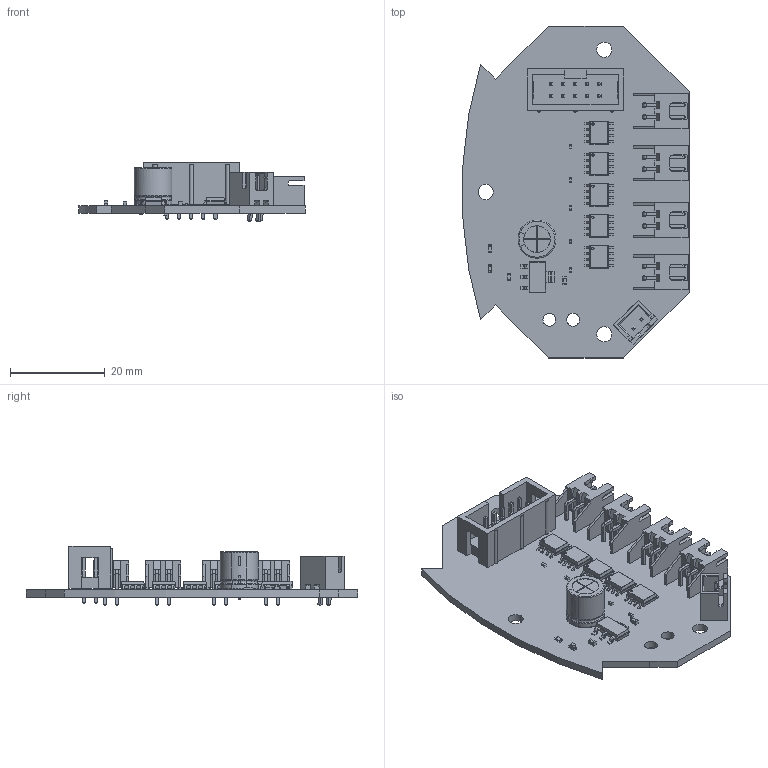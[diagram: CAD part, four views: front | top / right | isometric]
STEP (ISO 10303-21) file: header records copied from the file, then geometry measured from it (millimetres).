
FILE_DESCRIPTION(('KiCad electronic assembly'),'2;1');
FILE_NAME('MotorDriver.step','2024-07-08T01:39:22',('Pcbnew'),('Kicad'), 'Open CASCADE STEP processor 7.7','KiCad to STEP converter','Unknown' );
FILE_SCHEMA(('AUTOMOTIVE_DESIGN { 1 0 10303 214 1 1 1 1 }'));
Length unit declared in the file: millimetre
Products named in the file (22): MotorDriver 1; TB67H450FNG,EL; ASSEMBLY; JST_XH_S2B-XH-A_1x02_P2.50mm_Horizontal; JST_S2B_XH_A; C_0402_1005Metric; CP_Radial_D8.0mm_P5.00mm; CP_Radial_D80mm_P500mm; LED_0603_1608Metric; IDC-Header_2x05_P2.54mm_Vertical; IDC_Header_2x05_P254mm_Vertical; R_0603_1608Metric; C_0603_1608Metric; JST_XH_B2B-XH-A_1x02_P2.50mm_Vertical; JST_B2B_XH_A; SOT-223; SOT_223; MotorDriver_PCB
Assembly tree (33 placements, depth 3):
  MotorDriver 1
    TB67H450FNG,EL  x5
      ASSEMBLY
    JST_XH_S2B-XH-A_1x02_P2.50mm_Horizontal  x4
      JST_S2B_XH_A
    C_0402_1005Metric  x5
      C_0402_1005Metric
    CP_Radial_D8.0mm_P5.00mm
      CP_Radial_D80mm_P500mm
    LED_0603_1608Metric
      LED_0603_1608Metric
    IDC-Header_2x05_P2.54mm_Vertical
      IDC_Header_2x05_P254mm_Vertical
    R_0603_1608Metric
      R_0603_1608Metric
    C_0603_1608Metric  x2
      C_0603_1608Metric
    JST_XH_B2B-XH-A_1x02_P2.50mm_Vertical
      JST_B2B_XH_A
    SOT-223
      SOT_223
    MotorDriver_PCB
Bounding box: 47.75 x 70 x 12.5 mm (x, y, z)
Volume: 6730 mm3; surface area: 10869.1 mm2
Topology: 68 solids, 69 shells, 1846 faces, 4678 edges, 3035 vertices
Faces by surface type: plane 1445, cylinder 369, bspline 24, revolution 6, torus 2
Full cylindrical faces by diameter (mm): 0.487 x5, 0.5 x2, 0.8 x2, 1 x26, 2.7 x2, 3.2 x3
Entity records: 31455 total; most frequent: CARTESIAN_POINT 5438, ORIENTED_EDGE 4330, DIRECTION 4165, EDGE_CURVE 2165, LINE 1791, VECTOR 1791, VERTEX_POINT 1391, AXIS2_PLACEMENT_3D 1184
